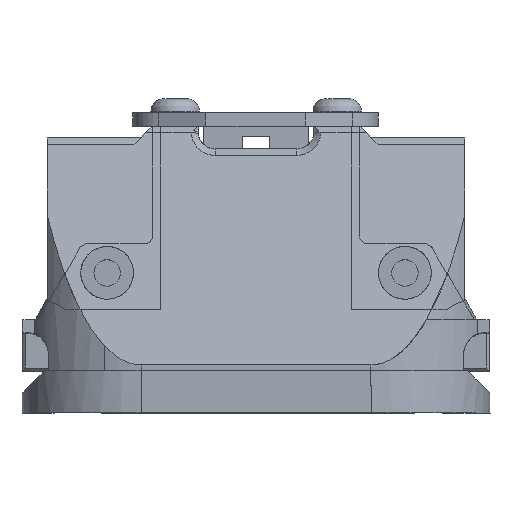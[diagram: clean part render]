
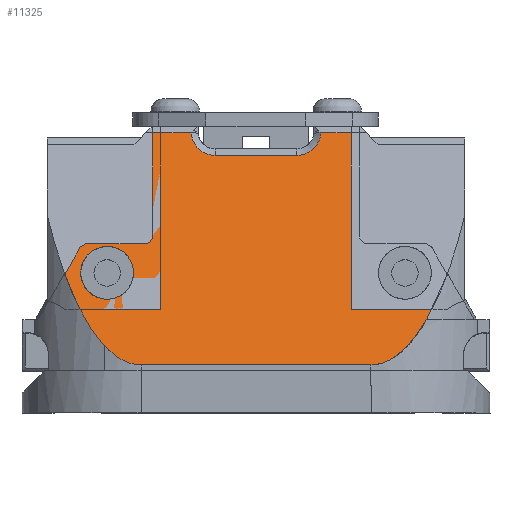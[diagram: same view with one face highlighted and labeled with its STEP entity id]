
A CAD part, top view. The second image highlights one B-rep face of the part: STEP entity #11325.
In plain terms, the highlighted face is planar.
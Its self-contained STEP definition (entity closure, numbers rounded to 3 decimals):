
#182=B_SPLINE_CURVE_WITH_KNOTS('',3,(#17033,#17034,#17035,#17036,#17037),
 .UNSPECIFIED.,.F.,.F.,(4,1,4),(-1.528,-0.898,0.),
 .UNSPECIFIED.);
#184=B_SPLINE_CURVE_WITH_KNOTS('',3,(#17068,#17069,#17070,#17071,#17072),
 .UNSPECIFIED.,.F.,.F.,(4,1,4),(0.,0.673,1.528),
 .UNSPECIFIED.);
#563=FACE_BOUND('',#1576,.T.);
#564=FACE_BOUND('',#1577,.T.);
#630=ELLIPSE('',#11957,3.242,3.1);
#631=ELLIPSE('',#11968,3.242,3.1);
#635=ELLIPSE('',#12133,1.046,1.);
#637=ELLIPSE('',#12151,1.046,1.);
#644=ELLIPSE('',#12181,47.885,14.);
#645=ELLIPSE('',#12182,47.885,14.);
#646=ELLIPSE('',#12183,47.885,14.);
#914=FACE_OUTER_BOUND('',#1575,.T.);
#1575=EDGE_LOOP('',(#8333,#8334,#8335,#8336,#8337,#8338,#8339,#8340,#8341,
#8342,#8343,#8344,#8345,#8346,#8347,#8348,#8349,#8350,#8351));
#1576=EDGE_LOOP('',(#8352));
#1577=EDGE_LOOP('',(#8353));
#2423=LINE('',#17006,#3718);
#2426=LINE('',#17041,#3721);
#2428=LINE('',#17075,#3723);
#2432=LINE('',#17082,#3727);
#2434=LINE('',#17087,#3729);
#2474=LINE('',#17215,#3769);
#2511=LINE('',#17312,#3806);
#2512=LINE('',#17314,#3807);
#2513=LINE('',#17316,#3808);
#2514=LINE('',#17323,#3809);
#2515=LINE('',#17325,#3810);
#2516=LINE('',#17326,#3811);
#3718=VECTOR('',#13695,10.);
#3721=VECTOR('',#13700,10.);
#3723=VECTOR('',#13704,10.);
#3727=VECTOR('',#13710,10.);
#3729=VECTOR('',#13714,10.);
#3769=VECTOR('',#13790,10.);
#3806=VECTOR('',#13893,10.);
#3807=VECTOR('',#13894,10.);
#3808=VECTOR('',#13895,10.);
#3809=VECTOR('',#13902,10.);
#3810=VECTOR('',#13903,10.);
#3811=VECTOR('',#13904,10.);
#4762=VERTEX_POINT('',#16319);
#4768=VERTEX_POINT('',#16339);
#4960=VERTEX_POINT('',#17004);
#4961=VERTEX_POINT('',#17005);
#4962=VERTEX_POINT('',#17032);
#4963=VERTEX_POINT('',#17040);
#4964=VERTEX_POINT('',#17063);
#4965=VERTEX_POINT('',#17074);
#4967=VERTEX_POINT('',#17079);
#4968=VERTEX_POINT('',#17084);
#4972=VERTEX_POINT('',#17096);
#5010=VERTEX_POINT('',#17210);
#5012=VERTEX_POINT('',#17213);
#5015=VERTEX_POINT('',#17223);
#5039=VERTEX_POINT('',#17311);
#5040=VERTEX_POINT('',#17313);
#5041=VERTEX_POINT('',#17315);
#5042=VERTEX_POINT('',#17317);
#5043=VERTEX_POINT('',#17320);
#5044=VERTEX_POINT('',#17322);
#5045=VERTEX_POINT('',#17324);
#5871=EDGE_CURVE('',#4762,#4762,#630,.T.);
#5880=EDGE_CURVE('',#4768,#4768,#631,.T.);
#6170=EDGE_CURVE('',#4960,#4961,#2423,.T.);
#6173=EDGE_CURVE('',#4961,#4962,#182,.T.);
#6175=EDGE_CURVE('',#4962,#4963,#2426,.T.);
#6178=EDGE_CURVE('',#4963,#4964,#184,.T.);
#6179=EDGE_CURVE('',#4964,#4965,#2428,.T.);
#6183=EDGE_CURVE('',#4967,#4965,#2432,.T.);
#6185=EDGE_CURVE('',#4960,#4968,#2434,.T.);
#6191=EDGE_CURVE('',#4972,#4968,#635,.T.);
#6233=EDGE_CURVE('',#5012,#5010,#2474,.T.);
#6237=EDGE_CURVE('',#4967,#5015,#637,.T.);
#6280=EDGE_CURVE('',#4972,#5039,#2511,.T.);
#6281=EDGE_CURVE('',#5040,#5039,#2512,.T.);
#6282=EDGE_CURVE('',#5041,#5040,#2513,.T.);
#6283=EDGE_CURVE('',#5042,#5041,#644,.T.);
#6284=EDGE_CURVE('',#5010,#5042,#645,.T.);
#6285=EDGE_CURVE('',#5043,#5012,#646,.T.);
#6286=EDGE_CURVE('',#5044,#5043,#2514,.T.);
#6287=EDGE_CURVE('',#5044,#5045,#2515,.T.);
#6288=EDGE_CURVE('',#5045,#5015,#2516,.T.);
#8333=ORIENTED_EDGE('',*,*,#6185,.T.);
#8334=ORIENTED_EDGE('',*,*,#6191,.F.);
#8335=ORIENTED_EDGE('',*,*,#6280,.T.);
#8336=ORIENTED_EDGE('',*,*,#6281,.F.);
#8337=ORIENTED_EDGE('',*,*,#6282,.F.);
#8338=ORIENTED_EDGE('',*,*,#6283,.F.);
#8339=ORIENTED_EDGE('',*,*,#6284,.F.);
#8340=ORIENTED_EDGE('',*,*,#6233,.F.);
#8341=ORIENTED_EDGE('',*,*,#6285,.F.);
#8342=ORIENTED_EDGE('',*,*,#6286,.F.);
#8343=ORIENTED_EDGE('',*,*,#6287,.T.);
#8344=ORIENTED_EDGE('',*,*,#6288,.T.);
#8345=ORIENTED_EDGE('',*,*,#6237,.F.);
#8346=ORIENTED_EDGE('',*,*,#6183,.T.);
#8347=ORIENTED_EDGE('',*,*,#6179,.F.);
#8348=ORIENTED_EDGE('',*,*,#6178,.F.);
#8349=ORIENTED_EDGE('',*,*,#6175,.F.);
#8350=ORIENTED_EDGE('',*,*,#6173,.F.);
#8351=ORIENTED_EDGE('',*,*,#6170,.F.);
#8352=ORIENTED_EDGE('',*,*,#5871,.T.);
#8353=ORIENTED_EDGE('',*,*,#5880,.T.);
#10784=PLANE('',#12180);
#11325=ADVANCED_FACE('',(#914,#563,#564),#10784,.F.);
#11957=AXIS2_PLACEMENT_3D('',#16321,#13112,#13113);
#11968=AXIS2_PLACEMENT_3D('',#16341,#13137,#13138);
#12133=AXIS2_PLACEMENT_3D('',#17098,#13725,#13726);
#12151=AXIS2_PLACEMENT_3D('',#17224,#13799,#13800);
#12180=AXIS2_PLACEMENT_3D('',#17310,#13891,#13892);
#12181=AXIS2_PLACEMENT_3D('',#17318,#13896,#13897);
#12182=AXIS2_PLACEMENT_3D('',#17319,#13898,#13899);
#12183=AXIS2_PLACEMENT_3D('',#17321,#13900,#13901);
#13112=DIRECTION('center_axis',(0.,0.956,
-0.292));
#13113=DIRECTION('ref_axis',(0.,0.292,0.956));
#13137=DIRECTION('center_axis',(0.,0.956,
-0.292));
#13138=DIRECTION('ref_axis',(0.,0.292,0.956));
#13695=DIRECTION('',(1.,0.,0.));
#13700=DIRECTION('',(1.,0.,0.));
#13704=DIRECTION('',(1.,0.,0.));
#13710=DIRECTION('',(0.,0.292,0.956));
#13714=DIRECTION('',(0.,-0.292,-0.956));
#13725=DIRECTION('center_axis',(0.,-0.956,
0.292));
#13726=DIRECTION('ref_axis',(0.,-0.292,-0.956));
#13790=DIRECTION('',(-1.,0.,0.));
#13799=DIRECTION('center_axis',(0.,-0.956,
0.292));
#13800=DIRECTION('ref_axis',(0.,-0.292,-0.956));
#13891=DIRECTION('center_axis',(0.,0.956,
-0.292));
#13892=DIRECTION('ref_axis',(-1.,0.,0.));
#13893=DIRECTION('',(-1.,0.,0.));
#13894=DIRECTION('',(0.855,0.152,0.496));
#13895=DIRECTION('',(0.48,0.257,0.839));
#13896=DIRECTION('center_axis',(0.,0.956,
-0.292));
#13897=DIRECTION('ref_axis',(0.,-0.292,-0.956));
#13898=DIRECTION('center_axis',(0.,0.956,
-0.292));
#13899=DIRECTION('ref_axis',(0.,-0.292,-0.956));
#13900=DIRECTION('center_axis',(0.,0.956,
-0.292));
#13901=DIRECTION('ref_axis',(0.,-0.292,-0.956));
#13902=DIRECTION('',(0.48,-0.257,-0.839));
#13903=DIRECTION('',(-0.855,0.152,0.496));
#13904=DIRECTION('',(-1.,0.,0.));
#16319=CARTESIAN_POINT('',(-14.4,-143.552,82.175));
#16321=CARTESIAN_POINT('Origin',(-17.5,-143.552,82.175));
#16339=CARTESIAN_POINT('',(14.4,-143.552,82.175));
#16341=CARTESIAN_POINT('Origin',(17.5,-143.552,82.175));
#17004=CARTESIAN_POINT('',(-12.14,-138.519,98.637));
#17005=CARTESIAN_POINT('',(-7.61,-138.519,98.637));
#17006=CARTESIAN_POINT('',(-0.001,-138.519,98.637));
#17032=CARTESIAN_POINT('',(-4.812,-139.329,95.988));
#17033=CARTESIAN_POINT('Ctrl Pts',(-7.61,-138.519,
98.637));
#17034=CARTESIAN_POINT('Ctrl Pts',(-7.585,-138.695,
98.063));
#17035=CARTESIAN_POINT('Ctrl Pts',(-7.079,-139.116,96.685));
#17036=CARTESIAN_POINT('Ctrl Pts',(-5.661,-139.329,
95.988));
#17037=CARTESIAN_POINT('Ctrl Pts',(-4.812,-139.329,
95.988));
#17040=CARTESIAN_POINT('',(4.812,-139.329,95.988));
#17041=CARTESIAN_POINT('',(-5.294,-139.329,95.988));
#17063=CARTESIAN_POINT('',(7.61,-138.519,98.637));
#17068=CARTESIAN_POINT('Ctrl Pts',(4.812,-139.329,95.988));
#17069=CARTESIAN_POINT('Ctrl Pts',(5.449,-139.329,95.988));
#17070=CARTESIAN_POINT('Ctrl Pts',(6.89,-139.173,96.498));
#17071=CARTESIAN_POINT('Ctrl Pts',(7.575,-138.757,97.86));
#17072=CARTESIAN_POINT('Ctrl Pts',(7.609,-138.519,98.637));
#17074=CARTESIAN_POINT('',(12.14,-138.519,98.637));
#17075=CARTESIAN_POINT('',(-0.001,-138.519,98.637));
#17079=CARTESIAN_POINT('',(12.14,-142.206,86.578));
#17082=CARTESIAN_POINT('',(12.14,-139.69,94.807));
#17084=CARTESIAN_POINT('',(-12.14,-142.206,86.578));
#17087=CARTESIAN_POINT('',(-12.14,-139.69,94.807));
#17096=CARTESIAN_POINT('',(-13.14,-142.512,85.578));
#17098=CARTESIAN_POINT('Origin',(-13.14,-142.206,86.578));
#17210=CARTESIAN_POINT('',(-13.503,-146.859,71.358));
#17213=CARTESIAN_POINT('',(13.497,-146.859,71.359));
#17215=CARTESIAN_POINT('',(-6.753,-146.859,71.359));
#17223=CARTESIAN_POINT('',(13.14,-142.512,85.578));
#17224=CARTESIAN_POINT('Origin',(13.14,-142.206,86.578));
#17310=CARTESIAN_POINT('Origin',(-0.003,-139.951,
93.955));
#17311=CARTESIAN_POINT('',(-20.017,-142.512,85.578));
#17312=CARTESIAN_POINT('',(8.599,-142.512,85.578));
#17313=CARTESIAN_POINT('',(-20.618,-142.618,85.229));
#17314=CARTESIAN_POINT('',(-8.698,-140.503,92.147));
#17315=CARTESIAN_POINT('',(-22.471,-143.61,81.987));
#17316=CARTESIAN_POINT('',(-13.789,-138.965,97.18));
#17317=CARTESIAN_POINT('',(-17.856,-146.165,73.628));
#17318=CARTESIAN_POINT('Origin',(-13.503,-132.859,117.152));
#17319=CARTESIAN_POINT('Origin',(-13.503,-132.859,117.152));
#17320=CARTESIAN_POINT('',(22.465,-143.61,81.987));
#17321=CARTESIAN_POINT('Origin',(13.497,-132.859,117.152));
#17322=CARTESIAN_POINT('',(20.61,-142.617,85.234));
#17323=CARTESIAN_POINT('',(13.783,-138.965,97.18));
#17324=CARTESIAN_POINT('',(20.017,-142.512,85.578));
#17325=CARTESIAN_POINT('',(8.695,-140.503,92.148));
#17326=CARTESIAN_POINT('',(8.599,-142.512,85.578));
